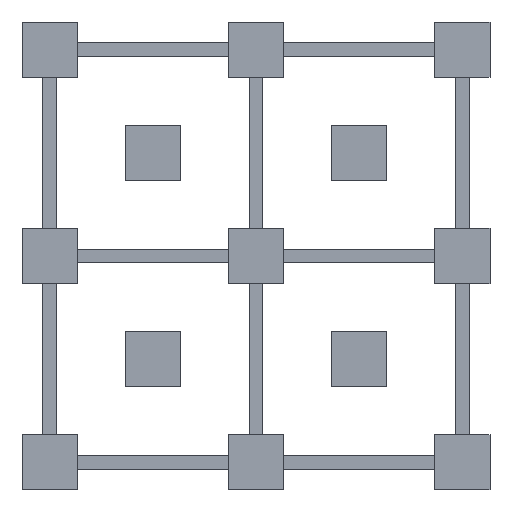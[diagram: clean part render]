
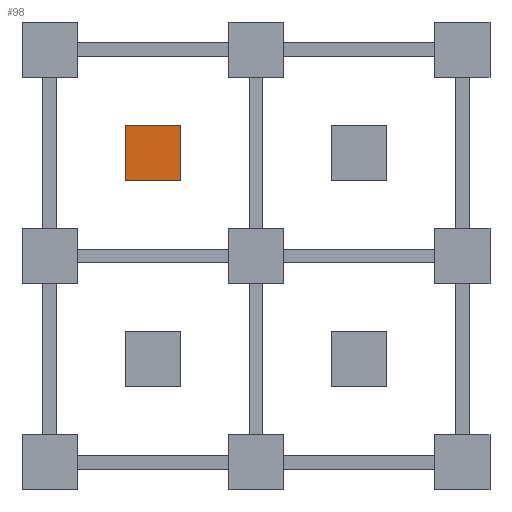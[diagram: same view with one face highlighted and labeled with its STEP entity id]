
A CAD part, top view. The second image highlights one B-rep face of the part: STEP entity #98.
In plain terms, the highlighted planar face has unit normal (0, 0, 1).
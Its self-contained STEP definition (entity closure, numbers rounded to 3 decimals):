
#98=ADVANCED_FACE('',(#248),#1951,.T.);
#248=FACE_OUTER_BOUND('',#398,.T.);
#398=EDGE_LOOP('',(#563,#564,#565,#566));
#563=ORIENTED_EDGE('',*,*,#1145,.T.);
#564=ORIENTED_EDGE('',*,*,#1149,.T.);
#565=ORIENTED_EDGE('',*,*,#1152,.T.);
#566=ORIENTED_EDGE('',*,*,#1154,.T.);
#1145=EDGE_CURVE('',#1749,#1748,#1445,.T.);
#1149=EDGE_CURVE('',#1748,#1751,#1449,.T.);
#1152=EDGE_CURVE('',#1751,#1753,#1452,.T.);
#1154=EDGE_CURVE('',#1753,#1749,#1454,.T.);
#1445=B_SPLINE_CURVE_WITH_KNOTS('',1,(#2443,#2444),.UNSPECIFIED.,.F.,.F.,
(2,2),(0.,20.),.UNSPECIFIED.);
#1449=B_SPLINE_CURVE_WITH_KNOTS('',1,(#2451,#2452),.UNSPECIFIED.,.F.,.F.,
(2,2),(20.,40.),.UNSPECIFIED.);
#1452=B_SPLINE_CURVE_WITH_KNOTS('',1,(#2457,#2458),.UNSPECIFIED.,.F.,.F.,
(2,2),(40.,60.),.UNSPECIFIED.);
#1454=B_SPLINE_CURVE_WITH_KNOTS('',1,(#2461,#2462),.UNSPECIFIED.,.F.,.F.,
(2,2),(60.,80.),.UNSPECIFIED.);
#1748=VERTEX_POINT('',#2433);
#1749=VERTEX_POINT('',#2434);
#1751=VERTEX_POINT('',#2436);
#1753=VERTEX_POINT('',#2438);
#1951=PLANE('',#2121);
#2121=AXIS2_PLACEMENT_3D('',#2430,#2275,$);
#2275=DIRECTION('',(0.,0.,1.));
#2430=CARTESIAN_POINT('',(37.5,112.5,0.1));
#2433=CARTESIAN_POINT('',(57.5,112.5,0.1));
#2434=CARTESIAN_POINT('',(37.5,112.5,0.1));
#2436=CARTESIAN_POINT('',(57.5,132.5,0.1));
#2438=CARTESIAN_POINT('',(37.5,132.5,0.1));
#2443=CARTESIAN_POINT('',(37.5,112.5,0.1));
#2444=CARTESIAN_POINT('',(57.5,112.5,0.1));
#2451=CARTESIAN_POINT('',(57.5,112.5,0.1));
#2452=CARTESIAN_POINT('',(57.5,132.5,0.1));
#2457=CARTESIAN_POINT('',(57.5,132.5,0.1));
#2458=CARTESIAN_POINT('',(37.5,132.5,0.1));
#2461=CARTESIAN_POINT('',(37.5,132.5,0.1));
#2462=CARTESIAN_POINT('',(37.5,112.5,0.1));
